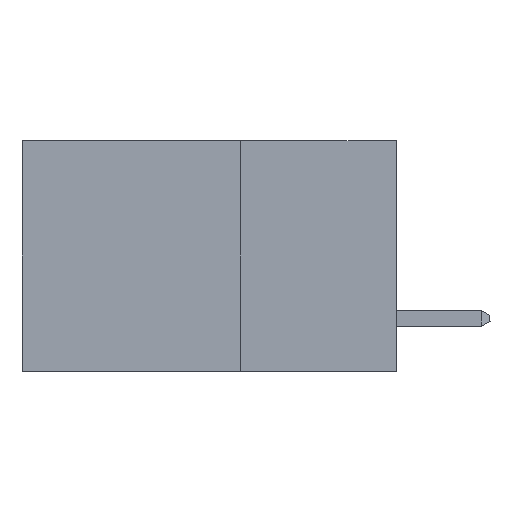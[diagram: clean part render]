
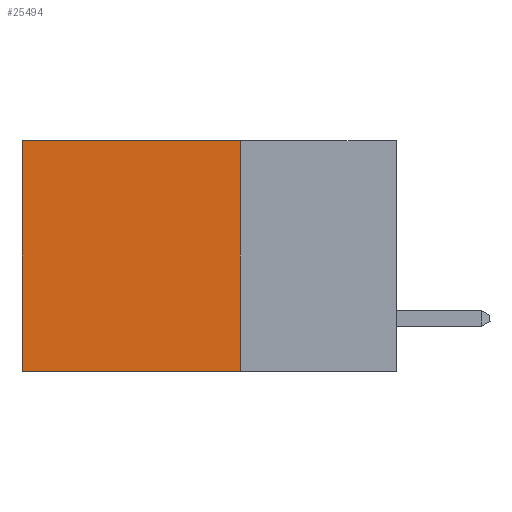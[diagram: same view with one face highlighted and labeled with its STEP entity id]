
A CAD part, left-side view. The second image highlights one B-rep face of the part: STEP entity #25494.
In plain terms, the highlighted planar face has unit normal (-1, 0, 0).
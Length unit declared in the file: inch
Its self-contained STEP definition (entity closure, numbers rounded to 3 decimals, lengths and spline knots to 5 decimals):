
#272 = DIRECTION ( 'NONE',  ( 0., 0., -1. ) ) ;
#2075 = VERTEX_POINT ( 'NONE', #13585 ) ;
#2235 = CARTESIAN_POINT ( 'NONE',  ( 0.298, 0.25, 0. ) ) ;
#2518 = VERTEX_POINT ( 'NONE', #15666 ) ;
#2648 = ORIENTED_EDGE ( 'NONE', *, *, #7644, .F. ) ;
#4135 = AXIS2_PLACEMENT_3D ( 'NONE', #2235, #12508, #272 ) ;
#4839 = LINE ( 'NONE', #12882, #24567 ) ;
#5599 = ORIENTED_EDGE ( 'NONE', *, *, #25042, .T. ) ;
#5827 = CARTESIAN_POINT ( 'NONE',  ( 0.298, 0.25, -0.37 ) ) ;
#7644 = EDGE_CURVE ( 'NONE', #21665, #2518, #13672, .T. ) ;
#7926 = EDGE_CURVE ( 'NONE', #2075, #21665, #21765, .T. ) ;
#8275 = VECTOR ( 'NONE', #11771, 39.37008 ) ;
#8307 = FACE_OUTER_BOUND ( 'NONE', #18379, .T. ) ;
#8418 = PLANE ( 'NONE',  #4135 ) ;
#8559 = CARTESIAN_POINT ( 'NONE',  ( 0.298, 0.6, 0. ) ) ;
#10952 = DIRECTION ( 'NONE',  ( 0., 1., 0. ) ) ;
#11771 = DIRECTION ( 'NONE',  ( 0., 1., 0. ) ) ;
#11895 = VERTEX_POINT ( 'NONE', #22742 ) ;
#12508 = DIRECTION ( 'NONE',  ( 1., 0., 0. ) ) ;
#12882 = CARTESIAN_POINT ( 'NONE',  ( 0.298, 0.25, 0. ) ) ;
#13585 = CARTESIAN_POINT ( 'NONE',  ( 0.298, 0.25, 0. ) ) ;
#13611 = LINE ( 'NONE', #8559, #14240 ) ;
#13672 = LINE ( 'NONE', #23319, #8275 ) ;
#14240 = VECTOR ( 'NONE', #22275, 39.37008 ) ;
#15666 = CARTESIAN_POINT ( 'NONE',  ( 0.298, 0.6, -0.37 ) ) ;
#16740 = VECTOR ( 'NONE', #18642, 39.37008 ) ;
#17240 = ORIENTED_EDGE ( 'NONE', *, *, #7926, .F. ) ;
#17802 = ORIENTED_EDGE ( 'NONE', *, *, #21876, .T. ) ;
#18379 = EDGE_LOOP ( 'NONE', ( #17802, #2648, #17240, #5599 ) ) ;
#18642 = DIRECTION ( 'NONE',  ( 0., 0., -1. ) ) ;
#21665 = VERTEX_POINT ( 'NONE', #5827 ) ;
#21765 = LINE ( 'NONE', #24304, #16740 ) ;
#21876 = EDGE_CURVE ( 'NONE', #11895, #2518, #13611, .T. ) ;
#22275 = DIRECTION ( 'NONE',  ( 0., 0., -1. ) ) ;
#22742 = CARTESIAN_POINT ( 'NONE',  ( 0.298, 0.6, 0. ) ) ;
#23319 = CARTESIAN_POINT ( 'NONE',  ( 0.298, 0.25, -0.37 ) ) ;
#24304 = CARTESIAN_POINT ( 'NONE',  ( 0.298, 0.25, 0. ) ) ;
#24567 = VECTOR ( 'NONE', #10952, 39.37008 ) ;
#25042 = EDGE_CURVE ( 'NONE', #2075, #11895, #4839, .T. ) ;
#25494 = ADVANCED_FACE ( 'NONE', ( #8307 ), #8418, .F. ) ;
